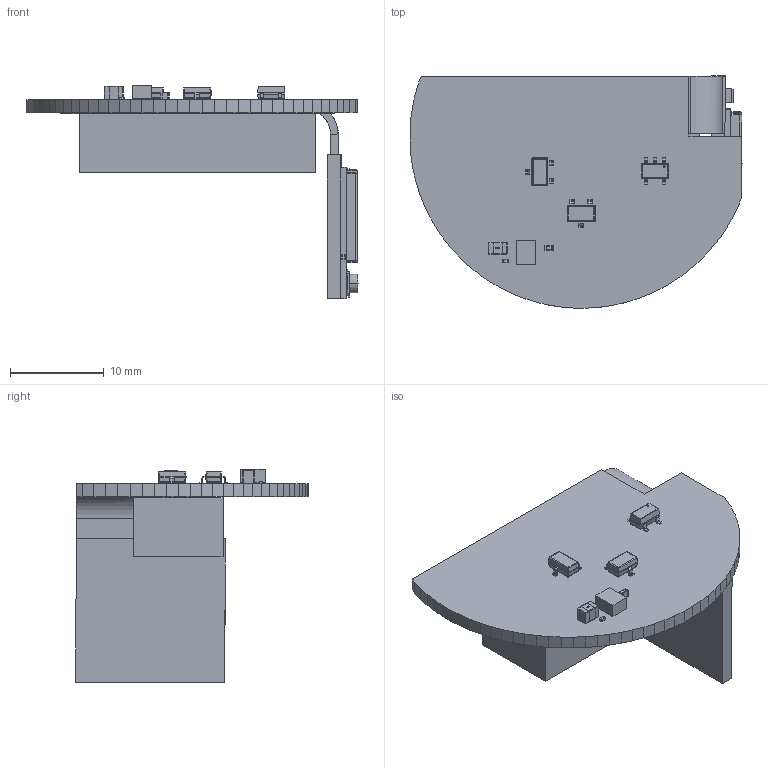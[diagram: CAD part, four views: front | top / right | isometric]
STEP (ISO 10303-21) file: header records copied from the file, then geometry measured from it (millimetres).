
FILE_DESCRIPTION(('Open CASCADE Model'),'2;1');
FILE_NAME('Open CASCADE Shape Model','2025-06-27T21:27:05',('Author'),( 'Open CASCADE'),'Open CASCADE STEP processor 7.5','Open CASCADE 7.5' ,'Unknown');
FILE_SCHEMA(('AUTOMOTIVE_DESIGN { 1 0 10303 214 1 1 1 1 }'));
Length unit declared in the file: millimetre
Products named in the file (64): PCB; Board; Open CASCADE STEP translator 7.5 2.1.1; Open CASCADE STEP translator 7.5 2.1.2; Open CASCADE STEP translator 7.5 2.1.3; Open CASCADE STEP translator 7.5 2.1.4; Open CASCADE STEP translator 7.5 2.1.5; L2; Ind_TDK_MLZ1608A1R0WT000_eec; 1; 2; TDK Logo; C4; Cap_Murata_GRM035R60E475ME01J_eec; Terminals; center; Murata; Murata_1; C3; Y1; 6615383568; solidBody; solidTop; solidLead; U4; 6121144416; Body; Open CASCADE STEP translator 7.5 1.1.1; Leader; U3; 6615383328; U2; 6615386208; Pins; U1; 6765520368; R1; 6765519488; Extruded; 7207026960 ...
Assembly tree (70 placements, depth 5):
  PCB
    Board
      Open CASCADE STEP translator 7.5 2.1.1
      Open CASCADE STEP translator 7.5 2.1.2
      Open CASCADE STEP translator 7.5 2.1.3
      Open CASCADE STEP translator 7.5 2.1.4
      Open CASCADE STEP translator 7.5 2.1.5
    L2
      Ind_TDK_MLZ1608A1R0WT000_eec
        1
        2
        TDK Logo
    C4
      Cap_Murata_GRM035R60E475ME01J_eec
        Terminals
        center
        Murata
        Murata_1
    C3
      Cap_Murata_GRM035R60E475ME01J_eec
        Terminals
        center
        Murata
        Murata_1
    Y1
      6615383568
        solidBody
        solidTop
        solidLead
    U4
      6121144416
        Body
          Open CASCADE STEP translator 7.5 1.1.1
        Leader  x3
    U3
      6615383328
        Body
          Open CASCADE STEP translator 7.5 1.1.1
        Leader  x3
    U2
      6615386208
        Body
        Pins
    U1
      6765520368
        Body
        Pins
    R1
      6765519488
        Extruded
      7207026960  x2
        Extruded
    M1
      AN54L15Q-U-20250207_RGB8421504
    IC1
      6121138096
        Body
        PinsArrayL
        PinsArrayR
    C2
Bounding box: 35.45 x 24.85 x 22.8 mm (x, y, z)
Volume: 3069 mm3; surface area: 3964 mm2
Topology: 86 solids, 86 shells, 1787 faces, 4314 edges, 2725 vertices
Faces by surface type: plane 1118, cylinder 545, sphere 66, bspline 58
Full cylindrical faces by diameter (mm): 0.2 x1
Entity records: 48498 total; most frequent: CARTESIAN_POINT 9504, DIRECTION 7167, ORIENTED_EDGE 7054, EDGE_CURVE 3527, LINE 2637, VECTOR 2637, AXIS2_PLACEMENT_3D 2265, VERTEX_POINT 2251
